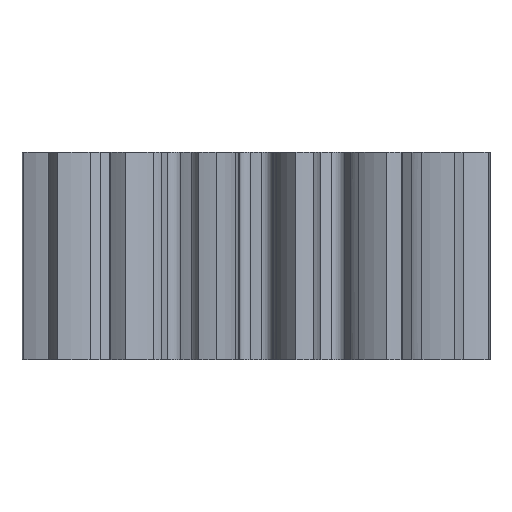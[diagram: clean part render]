
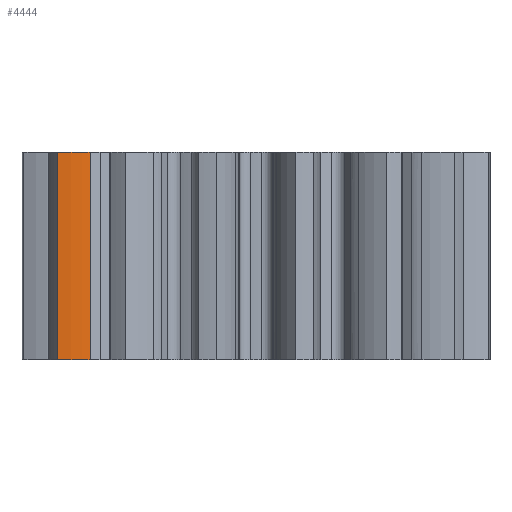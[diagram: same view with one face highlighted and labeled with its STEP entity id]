
A CAD part, left-side view. The second image highlights one B-rep face of the part: STEP entity #4444.
In plain terms, the highlighted face is a extrusion surface.
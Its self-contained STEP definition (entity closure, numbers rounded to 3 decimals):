
#72 = PLANE('',#73);
#73 = AXIS2_PLACEMENT_3D('',#74,#75,#76);
#74 = CARTESIAN_POINT('',(0.,0.,10.));
#75 = DIRECTION('',(0.,0.,1.));
#76 = DIRECTION('',(1.,0.,-0.));
#129 = PLANE('',#130);
#130 = AXIS2_PLACEMENT_3D('',#131,#132,#133);
#131 = CARTESIAN_POINT('',(0.,0.,0.));
#132 = DIRECTION('',(0.,0.,1.));
#133 = DIRECTION('',(1.,0.,-0.));
#4329 = CYLINDRICAL_SURFACE('',#4330,11.305);
#4330 = AXIS2_PLACEMENT_3D('',#4331,#4332,#4333);
#4331 = CARTESIAN_POINT('',(-0.001,0.001,0.));
#4332 = DIRECTION('',(-0.,-0.,-1.));
#4333 = DIRECTION('',(-0.466,0.885,0.));
#4369 = VERTEX_POINT('',#4370);
#4370 = CARTESIAN_POINT('',(-6.026,9.567,10.));
#4392 = EDGE_CURVE('',#4393,#4369,#4395,.T.);
#4393 = VERTEX_POINT('',#4394);
#4394 = CARTESIAN_POINT('',(-6.026,9.567,0.));
#4395 = SURFACE_CURVE('',#4396,(#4400,#4407),.PCURVE_S1.);
#4396 = LINE('',#4397,#4398);
#4397 = CARTESIAN_POINT('',(-6.026,9.567,0.));
#4398 = VECTOR('',#4399,1.);
#4399 = DIRECTION('',(0.,0.,1.));
#4400 = PCURVE('',#4329,#4401);
#4401 = DEFINITIONAL_REPRESENTATION('',(#4402),#4406);
#4402 = LINE('',#4403,#4404);
#4403 = CARTESIAN_POINT('',(-0.077,0.));
#4404 = VECTOR('',#4405,1.);
#4405 = DIRECTION('',(-0.,-1.));
#4406 = ( GEOMETRIC_REPRESENTATION_CONTEXT(2) 
PARAMETRIC_REPRESENTATION_CONTEXT() REPRESENTATION_CONTEXT('2D SPACE',''
  ) );
#4407 = PCURVE('',#4408,#4416);
#4408 = SURFACE_OF_LINEAR_EXTRUSION('',#4409,#4414);
#4409 = B_SPLINE_CURVE_WITH_KNOTS('',3,(#4410,#4411,#4412,#4413),
  .UNSPECIFIED.,.F.,.F.,(4,4),(0.,1.),.PIECEWISE_BEZIER_KNOTS.);
#4410 = CARTESIAN_POINT('',(-6.026,9.567,0.));
#4411 = CARTESIAN_POINT('',(-6.047,8.858,0.));
#4412 = CARTESIAN_POINT('',(-5.948,8.342,0.));
#4413 = CARTESIAN_POINT('',(-5.843,8.001,0.));
#4414 = VECTOR('',#4415,1.);
#4415 = DIRECTION('',(-0.,-0.,-1.));
#4416 = DEFINITIONAL_REPRESENTATION('',(#4417),#4421);
#4417 = LINE('',#4418,#4419);
#4418 = CARTESIAN_POINT('',(0.,0.));
#4419 = VECTOR('',#4420,1.);
#4420 = DIRECTION('',(0.,-1.));
#4421 = ( GEOMETRIC_REPRESENTATION_CONTEXT(2) 
PARAMETRIC_REPRESENTATION_CONTEXT() REPRESENTATION_CONTEXT('2D SPACE',''
  ) );
#4444 = ADVANCED_FACE('',(#4445),#4408,.F.);
#4445 = FACE_BOUND('',#4446,.F.);
#4446 = EDGE_LOOP('',(#4447,#4448,#4473,#4504));
#4447 = ORIENTED_EDGE('',*,*,#4392,.T.);
#4448 = ORIENTED_EDGE('',*,*,#4449,.T.);
#4449 = EDGE_CURVE('',#4369,#4450,#4452,.T.);
#4450 = VERTEX_POINT('',#4451);
#4451 = CARTESIAN_POINT('',(-5.843,8.001,10.));
#4452 = SURFACE_CURVE('',#4453,(#4458,#4465),.PCURVE_S1.);
#4453 = B_SPLINE_CURVE_WITH_KNOTS('',3,(#4454,#4455,#4456,#4457),
  .UNSPECIFIED.,.F.,.F.,(4,4),(0.,1.),.PIECEWISE_BEZIER_KNOTS.);
#4454 = CARTESIAN_POINT('',(-6.026,9.567,10.));
#4455 = CARTESIAN_POINT('',(-6.047,8.858,10.));
#4456 = CARTESIAN_POINT('',(-5.948,8.342,10.));
#4457 = CARTESIAN_POINT('',(-5.843,8.001,10.));
#4458 = PCURVE('',#4408,#4459);
#4459 = DEFINITIONAL_REPRESENTATION('',(#4460),#4464);
#4460 = LINE('',#4461,#4462);
#4461 = CARTESIAN_POINT('',(0.,-10.));
#4462 = VECTOR('',#4463,1.);
#4463 = DIRECTION('',(1.,0.));
#4464 = ( GEOMETRIC_REPRESENTATION_CONTEXT(2) 
PARAMETRIC_REPRESENTATION_CONTEXT() REPRESENTATION_CONTEXT('2D SPACE',''
  ) );
#4465 = PCURVE('',#72,#4466);
#4466 = DEFINITIONAL_REPRESENTATION('',(#4467),#4472);
#4467 = B_SPLINE_CURVE_WITH_KNOTS('',3,(#4468,#4469,#4470,#4471),
  .UNSPECIFIED.,.F.,.F.,(4,4),(0.,1.),.PIECEWISE_BEZIER_KNOTS.);
#4468 = CARTESIAN_POINT('',(-6.026,9.567));
#4469 = CARTESIAN_POINT('',(-6.047,8.858));
#4470 = CARTESIAN_POINT('',(-5.948,8.342));
#4471 = CARTESIAN_POINT('',(-5.843,8.001));
#4472 = ( GEOMETRIC_REPRESENTATION_CONTEXT(2) 
PARAMETRIC_REPRESENTATION_CONTEXT() REPRESENTATION_CONTEXT('2D SPACE',''
  ) );
#4473 = ORIENTED_EDGE('',*,*,#4474,.F.);
#4474 = EDGE_CURVE('',#4475,#4450,#4477,.T.);
#4475 = VERTEX_POINT('',#4476);
#4476 = CARTESIAN_POINT('',(-5.843,8.001,0.));
#4477 = SURFACE_CURVE('',#4478,(#4482,#4489),.PCURVE_S1.);
#4478 = LINE('',#4479,#4480);
#4479 = CARTESIAN_POINT('',(-5.843,8.001,0.));
#4480 = VECTOR('',#4481,1.);
#4481 = DIRECTION('',(0.,0.,1.));
#4482 = PCURVE('',#4408,#4483);
#4483 = DEFINITIONAL_REPRESENTATION('',(#4484),#4488);
#4484 = LINE('',#4485,#4486);
#4485 = CARTESIAN_POINT('',(1.,0.));
#4486 = VECTOR('',#4487,1.);
#4487 = DIRECTION('',(0.,-1.));
#4488 = ( GEOMETRIC_REPRESENTATION_CONTEXT(2) 
PARAMETRIC_REPRESENTATION_CONTEXT() REPRESENTATION_CONTEXT('2D SPACE',''
  ) );
#4489 = PCURVE('',#4490,#4498);
#4490 = SURFACE_OF_LINEAR_EXTRUSION('',#4491,#4496);
#4491 = B_SPLINE_CURVE_WITH_KNOTS('',3,(#4492,#4493,#4494,#4495),
  .UNSPECIFIED.,.F.,.F.,(4,4),(0.,1.),.PIECEWISE_BEZIER_KNOTS.);
#4492 = CARTESIAN_POINT('',(-5.843,8.001,0.));
#4493 = CARTESIAN_POINT('',(-5.754,7.717,0.));
#4494 = CARTESIAN_POINT('',(-5.666,7.567,0.));
#4495 = CARTESIAN_POINT('',(-5.634,7.519,0.));
#4496 = VECTOR('',#4497,1.);
#4497 = DIRECTION('',(-0.,-0.,-1.));
#4498 = DEFINITIONAL_REPRESENTATION('',(#4499),#4503);
#4499 = LINE('',#4500,#4501);
#4500 = CARTESIAN_POINT('',(0.,0.));
#4501 = VECTOR('',#4502,1.);
#4502 = DIRECTION('',(0.,-1.));
#4503 = ( GEOMETRIC_REPRESENTATION_CONTEXT(2) 
PARAMETRIC_REPRESENTATION_CONTEXT() REPRESENTATION_CONTEXT('2D SPACE',''
  ) );
#4504 = ORIENTED_EDGE('',*,*,#4505,.F.);
#4505 = EDGE_CURVE('',#4393,#4475,#4506,.T.);
#4506 = SURFACE_CURVE('',#4507,(#4512,#4519),.PCURVE_S1.);
#4507 = B_SPLINE_CURVE_WITH_KNOTS('',3,(#4508,#4509,#4510,#4511),
  .UNSPECIFIED.,.F.,.F.,(4,4),(0.,1.),.PIECEWISE_BEZIER_KNOTS.);
#4508 = CARTESIAN_POINT('',(-6.026,9.567,0.));
#4509 = CARTESIAN_POINT('',(-6.047,8.858,0.));
#4510 = CARTESIAN_POINT('',(-5.948,8.342,0.));
#4511 = CARTESIAN_POINT('',(-5.843,8.001,0.));
#4512 = PCURVE('',#4408,#4513);
#4513 = DEFINITIONAL_REPRESENTATION('',(#4514),#4518);
#4514 = LINE('',#4515,#4516);
#4515 = CARTESIAN_POINT('',(0.,0.));
#4516 = VECTOR('',#4517,1.);
#4517 = DIRECTION('',(1.,0.));
#4518 = ( GEOMETRIC_REPRESENTATION_CONTEXT(2) 
PARAMETRIC_REPRESENTATION_CONTEXT() REPRESENTATION_CONTEXT('2D SPACE',''
  ) );
#4519 = PCURVE('',#129,#4520);
#4520 = DEFINITIONAL_REPRESENTATION('',(#4521),#4526);
#4521 = B_SPLINE_CURVE_WITH_KNOTS('',3,(#4522,#4523,#4524,#4525),
  .UNSPECIFIED.,.F.,.F.,(4,4),(0.,1.),.PIECEWISE_BEZIER_KNOTS.);
#4522 = CARTESIAN_POINT('',(-6.026,9.567));
#4523 = CARTESIAN_POINT('',(-6.047,8.858));
#4524 = CARTESIAN_POINT('',(-5.948,8.342));
#4525 = CARTESIAN_POINT('',(-5.843,8.001));
#4526 = ( GEOMETRIC_REPRESENTATION_CONTEXT(2) 
PARAMETRIC_REPRESENTATION_CONTEXT() REPRESENTATION_CONTEXT('2D SPACE',''
  ) );
